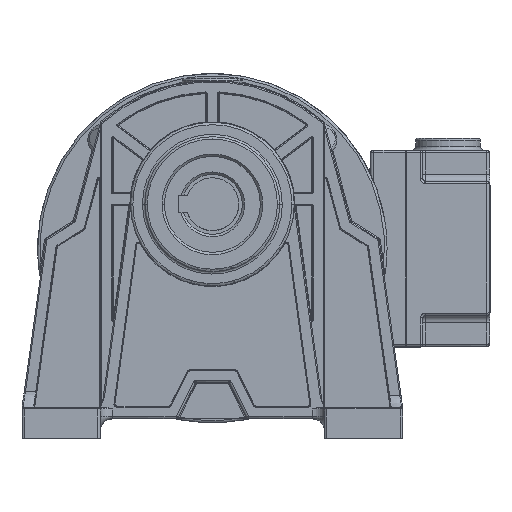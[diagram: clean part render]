
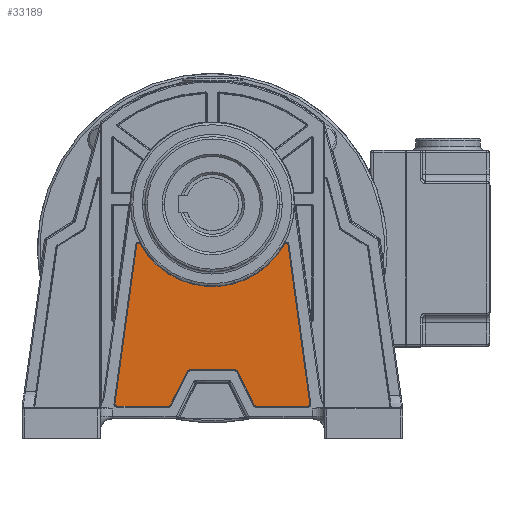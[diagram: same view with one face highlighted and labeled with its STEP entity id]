
A CAD part, top view. The second image highlights one B-rep face of the part: STEP entity #33189.
In plain terms, the highlighted planar face has unit normal (0, 0, 1).
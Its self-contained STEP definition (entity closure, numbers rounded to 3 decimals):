
#8947=CARTESIAN_POINT('',(-30.046,-16.69,
7.236));
#8948=CARTESIAN_POINT('',(-30.097,-16.595,
7.236));
#8949=CARTESIAN_POINT('',(-30.228,-16.44,
7.236));
#8950=CARTESIAN_POINT('',(-30.537,-16.28,
7.236));
#8951=CARTESIAN_POINT('',(-30.887,-16.265,
7.236));
#8952=CARTESIAN_POINT('',(-31.214,-16.399,
7.236));
#8953=CARTESIAN_POINT('',(-31.45,-16.654,
7.236));
#8954=CARTESIAN_POINT('',(-31.522,-16.856,7.236));
#8955=CARTESIAN_POINT('',(-31.538,-16.97,7.236));
#8967=DIRECTION('',(0.136,0.991,0.));
#8968=VECTOR('',#8967,66.961);
#8969=CARTESIAN_POINT('',(-40.619,-83.312,7.236));
#8970=LINE('',#8969,#8968);
#8971=CARTESIAN_POINT('',(0.,0.,7.236));
#8972=DIRECTION('',(0.,0.,1.));
#8973=DIRECTION('',(-0.874,-0.486,0.));
#8974=AXIS2_PLACEMENT_3D('',#8971,#8972,#8973);
#8976=CARTESIAN_POINT('',(30.046,-16.69,7.236));
#8977=CARTESIAN_POINT('',(30.105,-16.583,7.236));
#8978=CARTESIAN_POINT('',(30.256,-16.417,7.236));
#8979=CARTESIAN_POINT('',(30.563,-16.276,7.236));
#8980=CARTESIAN_POINT('',(30.897,-16.27,7.236));
#8981=CARTESIAN_POINT('',(31.205,-16.394,7.236));
#8982=CARTESIAN_POINT('',(31.446,-16.647,7.236));
#8983=CARTESIAN_POINT('',(31.522,-16.852,7.236));
#8984=CARTESIAN_POINT('',(31.538,-16.971,7.236));
#8986=DIRECTION('',(0.136,-0.991,0.));
#8987=VECTOR('',#8986,66.959);
#8988=CARTESIAN_POINT('',(31.538,-16.971,7.236));
#8989=LINE('',#8988,#8987);
#8990=CARTESIAN_POINT('',(39.827,-83.42,7.236));
#8991=DIRECTION('',(0.,0.,-1.));
#8992=DIRECTION('',(0.991,0.136,0.));
#8993=AXIS2_PLACEMENT_3D('',#8990,#8991,#8992);
#8995=CARTESIAN_POINT('',(18.206,-83.42,7.236));
#8996=DIRECTION('',(0.,0.,-1.));
#8997=DIRECTION('',(0.,-1.,0.));
#8998=AXIS2_PLACEMENT_3D('',#8995,#8996,#8997);
#9000=DIRECTION('',(-0.447,0.894,0.));
#9001=VECTOR('',#9000,15.618);
#9002=CARTESIAN_POINT('',(17.49,-83.778,7.236));
#9003=LINE('',#9002,#9001);
#9004=CARTESIAN_POINT('',(9.432,-70.345,7.236));
#9005=DIRECTION('',(0.,0.,1.));
#9006=DIRECTION('',(0.894,0.447,0.));
#9007=AXIS2_PLACEMENT_3D('',#9004,#9005,#9006);
#9009=CARTESIAN_POINT('',(-9.432,-70.345,7.236));
#9010=DIRECTION('',(0.,0.,1.));
#9011=DIRECTION('',(0.,1.,0.));
#9012=AXIS2_PLACEMENT_3D('',#9009,#9010,#9011);
#9014=DIRECTION('',(-0.447,-0.894,0.));
#9015=VECTOR('',#9014,15.618);
#9016=CARTESIAN_POINT('',(-10.505,-69.808,7.236));
#9017=LINE('',#9016,#9015);
#9018=CARTESIAN_POINT('',(-18.206,-83.42,7.236));
#9019=DIRECTION('',(0.,0.,-1.));
#9020=DIRECTION('',(0.894,-0.447,0.));
#9021=AXIS2_PLACEMENT_3D('',#9018,#9019,#9020);
#9023=CARTESIAN_POINT('',(-39.827,-83.42,7.236));
#9024=DIRECTION('',(0.,0.,-1.));
#9025=DIRECTION('',(0.,-1.,0.));
#9026=AXIS2_PLACEMENT_3D('',#9023,#9024,#9025);
#9047=DIRECTION('',(1.,0.,0.));
#9048=VECTOR('',#9047,21.621);
#9049=CARTESIAN_POINT('',(-39.827,-84.22,7.236));
#9050=LINE('',#9049,#9048);
#9089=DIRECTION('',(1.,0.,0.));
#9090=VECTOR('',#9089,18.864);
#9091=CARTESIAN_POINT('',(-9.432,-69.145,7.236));
#9092=LINE('',#9091,#9090);
#9131=DIRECTION('',(1.,0.,0.));
#9132=VECTOR('',#9131,21.621);
#9133=CARTESIAN_POINT('',(18.206,-84.22,7.236));
#9134=LINE('',#9133,#9132);
#16356=VERTEX_POINT('',#8947);
#16357=VERTEX_POINT('',#8955);
#16358=CARTESIAN_POINT('',(-40.619,-83.312,7.236));
#16359=VERTEX_POINT('',#16358);
#16360=CARTESIAN_POINT('',(30.046,-16.69,7.236));
#16361=VERTEX_POINT('',#16360);
#16362=VERTEX_POINT('',#8984);
#16363=CARTESIAN_POINT('',(40.619,-83.312,7.236));
#16364=VERTEX_POINT('',#16363);
#16365=CARTESIAN_POINT('',(39.827,-84.22,7.236));
#16366=VERTEX_POINT('',#16365);
#16367=CARTESIAN_POINT('',(18.206,-84.22,7.236));
#16368=VERTEX_POINT('',#16367);
#16369=CARTESIAN_POINT('',(17.49,-83.778,7.236));
#16370=VERTEX_POINT('',#16369);
#16371=CARTESIAN_POINT('',(10.505,-69.808,7.236));
#16372=VERTEX_POINT('',#16371);
#16373=CARTESIAN_POINT('',(9.432,-69.145,7.236));
#16374=VERTEX_POINT('',#16373);
#16375=CARTESIAN_POINT('',(-9.432,-69.145,7.236));
#16376=VERTEX_POINT('',#16375);
#16377=CARTESIAN_POINT('',(-10.505,-69.808,7.236));
#16378=VERTEX_POINT('',#16377);
#16379=CARTESIAN_POINT('',(-17.49,-83.778,7.236));
#16380=VERTEX_POINT('',#16379);
#16381=CARTESIAN_POINT('',(-18.206,-84.22,7.236));
#16382=VERTEX_POINT('',#16381);
#16383=CARTESIAN_POINT('',(-39.827,-84.22,7.236));
#16384=VERTEX_POINT('',#16383);
#33151=CARTESIAN_POINT('',(0.,0.,7.236));
#33152=DIRECTION('',(0.,0.,1.));
#33153=DIRECTION('',(1.,0.,0.));
#33154=AXIS2_PLACEMENT_3D('',#33151,#33152,#33153);
#33155=PLANE('',#33154);
#33157=ORIENTED_EDGE('',*,*,#33156,.T.);
#33158=ORIENTED_EDGE('',*,*,#33141,.F.);
#33160=ORIENTED_EDGE('',*,*,#33159,.T.);
#33162=ORIENTED_EDGE('',*,*,#33161,.T.);
#33164=ORIENTED_EDGE('',*,*,#33163,.T.);
#33166=ORIENTED_EDGE('',*,*,#33165,.T.);
#33168=ORIENTED_EDGE('',*,*,#33167,.F.);
#33170=ORIENTED_EDGE('',*,*,#33169,.T.);
#33172=ORIENTED_EDGE('',*,*,#33171,.T.);
#33174=ORIENTED_EDGE('',*,*,#33173,.T.);
#33176=ORIENTED_EDGE('',*,*,#33175,.F.);
#33178=ORIENTED_EDGE('',*,*,#33177,.T.);
#33180=ORIENTED_EDGE('',*,*,#33179,.T.);
#33182=ORIENTED_EDGE('',*,*,#33181,.T.);
#33184=ORIENTED_EDGE('',*,*,#33183,.F.);
#33186=ORIENTED_EDGE('',*,*,#33185,.T.);
#33187=EDGE_LOOP('',(#33157,#33158,#33160,#33162,#33164,#33166,#33168,#33170,
#33172,#33174,#33176,#33178,#33180,#33182,#33184,#33186));
#33188=FACE_OUTER_BOUND('',#33187,.F.);
#8956=B_SPLINE_CURVE_WITH_KNOTS('',3,(#8947,#8948,#8949,#8950,#8951,#8952,#8953,
#8954,#8955),.UNSPECIFIED.,.F.,.F.,(4,1,1,1,1,1,4),(0.,0.167,
0.333,0.5,0.667,0.833,1.),
.UNSPECIFIED.);
#8975=CIRCLE('',#8974,34.37);
#8985=B_SPLINE_CURVE_WITH_KNOTS('',3,(#8976,#8977,#8978,#8979,#8980,#8981,#8982,
#8983,#8984),.UNSPECIFIED.,.F.,.F.,(4,1,1,1,1,1,4),(0.,0.167,
0.333,0.5,0.667,0.833,1.),
.UNSPECIFIED.);
#8994=CIRCLE('',#8993,0.8);
#8999=CIRCLE('',#8998,0.8);
#9008=CIRCLE('',#9007,1.2);
#9013=CIRCLE('',#9012,1.2);
#9022=CIRCLE('',#9021,0.8);
#9027=CIRCLE('',#9026,0.8);
#33141=EDGE_CURVE('',#16356,#16357,#8956,.T.);
#33156=EDGE_CURVE('',#16359,#16357,#8970,.T.);
#33159=EDGE_CURVE('',#16356,#16361,#8975,.T.);
#33161=EDGE_CURVE('',#16361,#16362,#8985,.T.);
#33163=EDGE_CURVE('',#16362,#16364,#8989,.T.);
#33165=EDGE_CURVE('',#16364,#16366,#8994,.T.);
#33167=EDGE_CURVE('',#16368,#16366,#9134,.T.);
#33169=EDGE_CURVE('',#16368,#16370,#8999,.T.);
#33171=EDGE_CURVE('',#16370,#16372,#9003,.T.);
#33173=EDGE_CURVE('',#16372,#16374,#9008,.T.);
#33175=EDGE_CURVE('',#16376,#16374,#9092,.T.);
#33177=EDGE_CURVE('',#16376,#16378,#9013,.T.);
#33179=EDGE_CURVE('',#16378,#16380,#9017,.T.);
#33181=EDGE_CURVE('',#16380,#16382,#9022,.T.);
#33183=EDGE_CURVE('',#16384,#16382,#9050,.T.);
#33185=EDGE_CURVE('',#16384,#16359,#9027,.T.);
#33189=ADVANCED_FACE('',(#33188),#33155,.T.);
